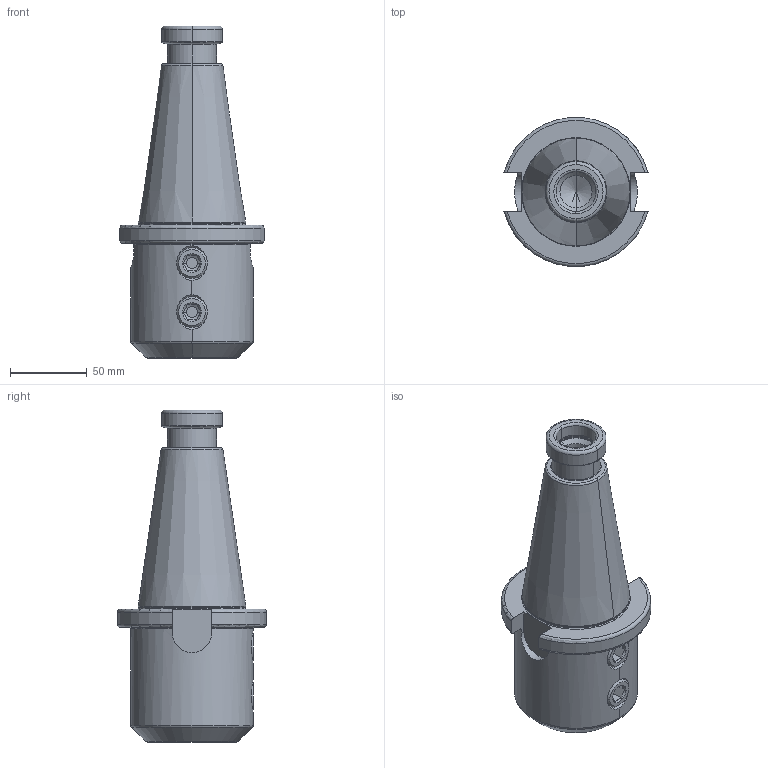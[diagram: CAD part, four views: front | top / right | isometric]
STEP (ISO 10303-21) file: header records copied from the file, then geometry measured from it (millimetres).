
FILE_DESCRIPTION((''),'2;1');
FILE_NAME('501_04_40','2020-09-08T',('103090'),(''),'CREO PARAMETRIC BY PTC INC, 2016260','CREO PARAMETRIC BY PTC INC, 2016260','');
FILE_SCHEMA(('CONFIG_CONTROL_DESIGN'));
Length unit declared in the file: millimetre
Products named in the file (1): 501_04_40
Bounding box: 94.05 x 97.13 x 216.8 mm (x, y, z)
Volume: 606732.9 mm3; surface area: 68602.5 mm2
Topology: 1 solids, 1 shells, 126 faces, 294 edges, 173 vertices
Faces by surface type: cone 34, torus 32, plane 32, cylinder 28
Entity records: 4076 total; most frequent: CARTESIAN_POINT 1174, DIRECTION 636, ORIENTED_EDGE 584, EDGE_CURVE 292, AXIS2_PLACEMENT_3D 271, VERTEX_POINT 173, CIRCLE 142, EDGE_LOOP 131
